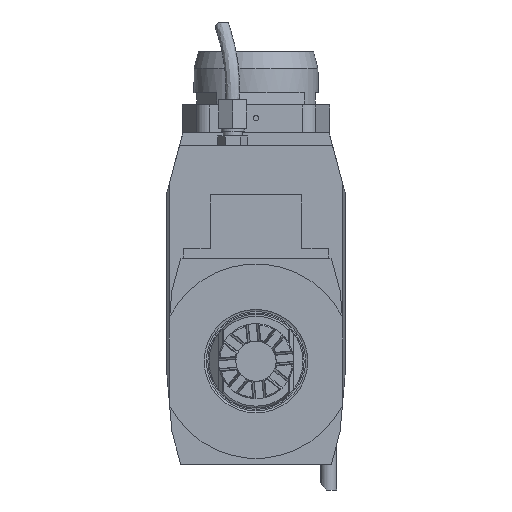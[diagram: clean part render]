
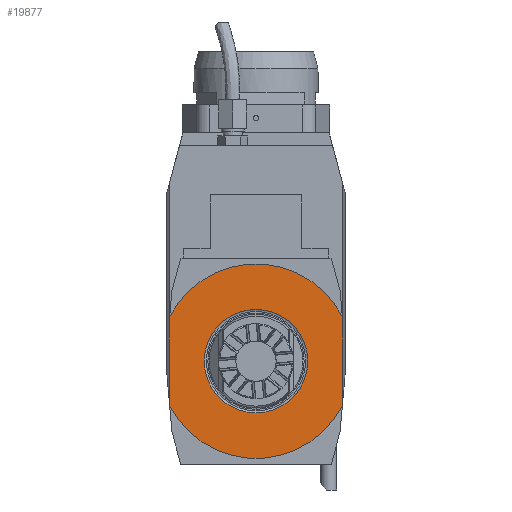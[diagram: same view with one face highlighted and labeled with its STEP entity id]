
A CAD part, front view. The second image highlights one B-rep face of the part: STEP entity #19877.
In plain terms, the highlighted planar face has unit normal (0, -1, 0).
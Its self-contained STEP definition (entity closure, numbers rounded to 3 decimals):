
#111 = DIRECTION ( 'NONE',  ( -0.087, 0., 0.996 ) ) ;
#113 = CARTESIAN_POINT ( 'NONE',  ( 0., -100., -50. ) ) ;
#386 = VERTEX_POINT ( 'NONE', #28828 ) ;
#437 = CARTESIAN_POINT ( 'NONE',  ( -37., -100., -67.21 ) ) ;
#1141 = DIRECTION ( 'NONE',  ( 0., -1., 0. ) ) ;
#1197 = EDGE_CURVE ( 'NONE', #4166, #16780, #23033, .T. ) ;
#1376 = DIRECTION ( 'NONE',  ( 0., 1., 0. ) ) ;
#1752 = AXIS2_PLACEMENT_3D ( 'NONE', #113, #1376, #20591 ) ;
#1912 = ORIENTED_EDGE ( 'NONE', *, *, #6952, .F. ) ;
#2358 = CARTESIAN_POINT ( 'NONE',  ( -38.213, -100., -53.343 ) ) ;
#2469 = AXIS2_PLACEMENT_3D ( 'NONE', #19368, #26644, #24353 ) ;
#3314 = VECTOR ( 'NONE', #9058, 1000. ) ;
#3417 = EDGE_CURVE ( 'NONE', #13518, #14759, #6314, .T. ) ;
#3693 = CARTESIAN_POINT ( 'NONE',  ( 36.833, -100., -30.88 ) ) ;
#3769 = DIRECTION ( 'NONE',  ( 0., 0., 1. ) ) ;
#3780 = EDGE_CURVE ( 'NONE', #13518, #28709, #13797, .T. ) ;
#4166 = VERTEX_POINT ( 'NONE', #8204 ) ;
#4884 = VERTEX_POINT ( 'NONE', #11777 ) ;
#5888 = ORIENTED_EDGE ( 'NONE', *, *, #10634, .T. ) ;
#5911 = CARTESIAN_POINT ( 'NONE',  ( 0., -100., -72.15 ) ) ;
#6149 = EDGE_LOOP ( 'NONE', ( #10008 ) ) ;
#6314 = CIRCLE ( 'NONE', #2469, 41.5 ) ;
#6436 = VECTOR ( 'NONE', #11174, 1000. ) ;
#6600 = CARTESIAN_POINT ( 'NONE',  ( 0., -100., -27.905 ) ) ;
#6952 = EDGE_CURVE ( 'NONE', #14759, #12611, #11880, .T. ) ;
#8086 = AXIS2_PLACEMENT_3D ( 'NONE', #5911, #26735, #3769 ) ;
#8204 = CARTESIAN_POINT ( 'NONE',  ( -36.833, -100., -69.12 ) ) ;
#8313 = FACE_OUTER_BOUND ( 'NONE', #24678, .T. ) ;
#8912 = CARTESIAN_POINT ( 'NONE',  ( -37., -100., -50. ) ) ;
#9058 = DIRECTION ( 'NONE',  ( 0., 0., -1. ) ) ;
#9214 = CARTESIAN_POINT ( 'NONE',  ( 37., -100., -50. ) ) ;
#9485 = CARTESIAN_POINT ( 'NONE',  ( 35.867, -100., -19.845 ) ) ;
#9639 = DIRECTION ( 'NONE',  ( 0.087, 0., -0.996 ) ) ;
#9904 = LINE ( 'NONE', #12005, #27302 ) ;
#10008 = ORIENTED_EDGE ( 'NONE', *, *, #28178, .F. ) ;
#10275 = VECTOR ( 'NONE', #19743, 1000. ) ;
#10634 = EDGE_CURVE ( 'NONE', #4884, #386, #9904, .T. ) ;
#10898 = CIRCLE ( 'NONE', #1752, 41.5 ) ;
#11174 = DIRECTION ( 'NONE',  ( 0., 0., -1. ) ) ;
#11309 = EDGE_CURVE ( 'NONE', #4884, #4166, #10898, .T. ) ;
#11777 = CARTESIAN_POINT ( 'NONE',  ( 36.833, -100., -69.12 ) ) ;
#11880 = LINE ( 'NONE', #9485, #23993 ) ;
#11939 = ORIENTED_EDGE ( 'NONE', *, *, #1197, .F. ) ;
#12005 = CARTESIAN_POINT ( 'NONE',  ( 35.867, -100., -80.155 ) ) ;
#12360 = ORIENTED_EDGE ( 'NONE', *, *, #26453, .F. ) ;
#12611 = VERTEX_POINT ( 'NONE', #24300 ) ;
#12784 = ORIENTED_EDGE ( 'NONE', *, *, #11309, .F. ) ;
#13284 = AXIS2_PLACEMENT_3D ( 'NONE', #23791, #1141, #25936 ) ;
#13518 = VERTEX_POINT ( 'NONE', #28941 ) ;
#13652 = VERTEX_POINT ( 'NONE', #6600 ) ;
#13797 = LINE ( 'NONE', #16230, #10275 ) ;
#14759 = VERTEX_POINT ( 'NONE', #3693 ) ;
#15474 = ORIENTED_EDGE ( 'NONE', *, *, #3780, .T. ) ;
#16230 = CARTESIAN_POINT ( 'NONE',  ( -38.213, -100., -46.657 ) ) ;
#16566 = DIRECTION ( 'NONE',  ( 0.087, 0., 0.996 ) ) ;
#16780 = VERTEX_POINT ( 'NONE', #437 ) ;
#17516 = FACE_BOUND ( 'NONE', #6149, .T. ) ;
#18610 = CIRCLE ( 'NONE', #13284, 22.095 ) ;
#19368 = CARTESIAN_POINT ( 'NONE',  ( 0., -100., -50. ) ) ;
#19743 = DIRECTION ( 'NONE',  ( -0.087, 0., -0.996 ) ) ;
#19877 = ADVANCED_FACE ( 'Defeature completata2_220', ( #8313, #17516 ), #24165, .F. ) ;
#20591 = DIRECTION ( 'NONE',  ( 0., 0., 1. ) ) ;
#21992 = VECTOR ( 'NONE', #111, 1000. ) ;
#22070 = ORIENTED_EDGE ( 'NONE', *, *, #3417, .F. ) ;
#22934 = LINE ( 'NONE', #9214, #3314 ) ;
#23033 = LINE ( 'NONE', #2358, #21992 ) ;
#23791 = CARTESIAN_POINT ( 'NONE',  ( 0., -100., -50. ) ) ;
#23993 = VECTOR ( 'NONE', #9639, 1000. ) ;
#24016 = CARTESIAN_POINT ( 'NONE',  ( -37., -100., -32.79 ) ) ;
#24133 = EDGE_CURVE ( 'NONE', #28709, #16780, #27219, .T. ) ;
#24165 = PLANE ( 'NONE',  #8086 ) ;
#24300 = CARTESIAN_POINT ( 'NONE',  ( 37., -100., -32.79 ) ) ;
#24353 = DIRECTION ( 'NONE',  ( 0., 0., 1. ) ) ;
#24678 = EDGE_LOOP ( 'NONE', ( #1912, #22070, #15474, #27485, #11939, #12784, #5888, #12360 ) ) ;
#25936 = DIRECTION ( 'NONE',  ( 0., 0., 1. ) ) ;
#26453 = EDGE_CURVE ( 'NONE', #12611, #386, #22934, .T. ) ;
#26644 = DIRECTION ( 'NONE',  ( 0., 1., 0. ) ) ;
#26735 = DIRECTION ( 'NONE',  ( 0., 1., 0. ) ) ;
#27219 = LINE ( 'NONE', #8912, #6436 ) ;
#27302 = VECTOR ( 'NONE', #16566, 1000. ) ;
#27485 = ORIENTED_EDGE ( 'NONE', *, *, #24133, .T. ) ;
#28178 = EDGE_CURVE ( 'NONE', #13652, #13652, #18610, .T. ) ;
#28709 = VERTEX_POINT ( 'NONE', #24016 ) ;
#28828 = CARTESIAN_POINT ( 'NONE',  ( 37., -100., -67.21 ) ) ;
#28941 = CARTESIAN_POINT ( 'NONE',  ( -36.833, -100., -30.88 ) ) ;
